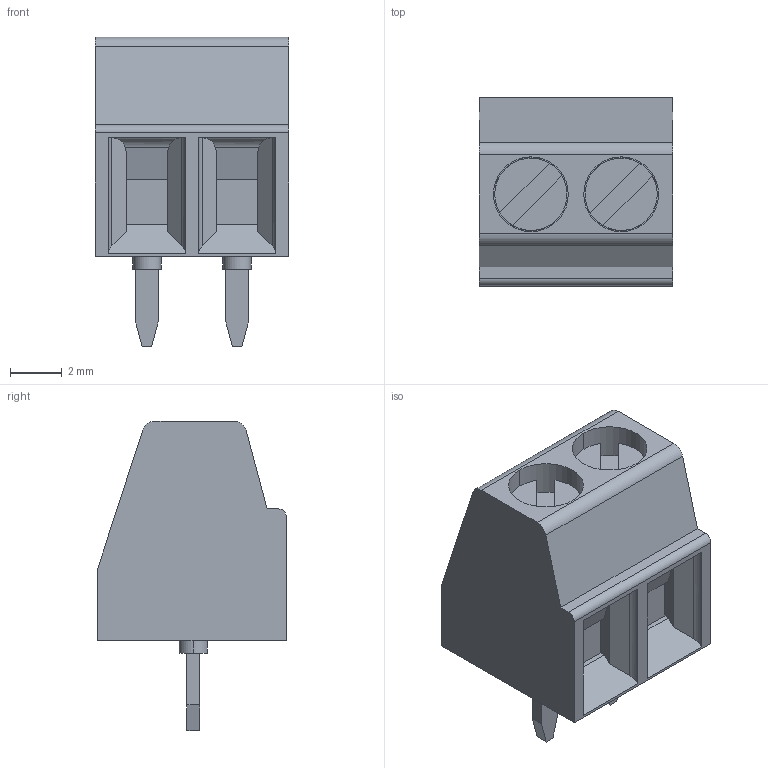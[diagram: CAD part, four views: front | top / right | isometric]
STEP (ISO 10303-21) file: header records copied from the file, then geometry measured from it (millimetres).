
FILE_DESCRIPTION((''),'2;1');
FILE_NAME('PHOENIX_1751248.stp','2009-11-03T10:02:00',(''),(''),'Mechanical Desktop 2006','Mechanical Desktop 2006',', , ');
FILE_SCHEMA(('AUTOMOTIVE_DESIGN { 1 2 10303 214 0 1 1 1 }'));
Length unit declared in the file: millimetre
Products named in the file (1): Product
Bounding box: 7.5 x 7.3 x 12 mm (x, y, z)
Volume: 364.8 mm3; surface area: 459 mm2
Topology: 9 solids, 9 shells, 135 faces, 327 edges, 218 vertices
Faces by surface type: plane 92, cylinder 43
Entity records: 3999 total; most frequent: DIRECTION 693, CARTESIAN_POINT 681, ORIENTED_EDGE 654, EDGE_CURVE 327, VECTOR 233, LINE 233, AXIS2_PLACEMENT_3D 230, VERTEX_POINT 218
